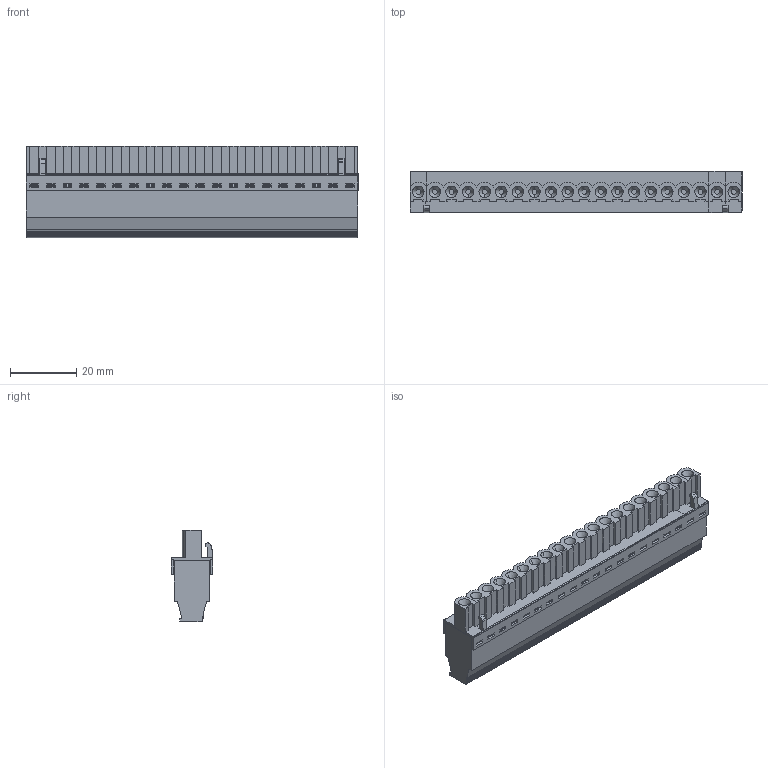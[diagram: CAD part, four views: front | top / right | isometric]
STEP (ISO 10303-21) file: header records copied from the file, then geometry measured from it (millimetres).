
FILE_DESCRIPTION(('STEP AP214'),'1');
FILE_NAME('SV20-5-P.stp','2020-03-24T11:06:15',(' '),(' '),'Spatial InterOp 3D',' ',' ');
FILE_SCHEMA(('AUTOMOTIVE_DESIGN { 1 0 10303 214 1 1 1 1 }'));
Length unit declared in the file: metre
Products named in the file (1): 1
Bounding box: 100 x 12.59 x 27.6 mm (x, y, z)
Volume: 22490.9 mm3; surface area: 11704.5 mm2
Topology: 1 solids, 1 shells, 1152 faces, 2857 edges, 1887 vertices
Faces by surface type: plane 916, cylinder 189, cone 47
Full cylindrical faces by diameter (mm): 1.588 x14, 2.6 x19, 2.829 x19, 3.474 x1, 3.8 x19, 3.97 x19
Entity records: 41608 total; most frequent: CARTESIAN_POINT 5850, DIRECTION 5314, ORIENTED_EDGE 5260, EDGE_CURVE 2630, LINE 2126, VECTOR 2126, VERTEX_POINT 1784, AXIS2_PLACEMENT_3D 1594
